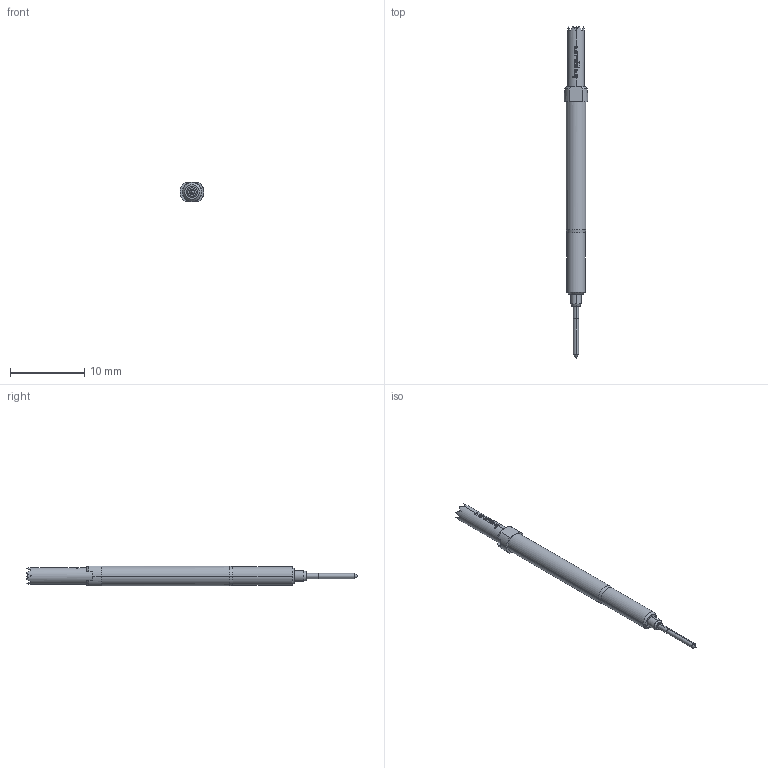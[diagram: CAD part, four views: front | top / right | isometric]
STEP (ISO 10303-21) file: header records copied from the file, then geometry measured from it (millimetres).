
FILE_DESCRIPTION (( 'STEP AP203' ), '1' );
FILE_NAME ('INGUN_DPS-465_306_100_A_xx06_M.STEP', '2021-08-26T07:01:02', ( 'ochi' ), ( '' ), 'SwSTEP 2.0', 'SolidWorks 2018', '' );
FILE_SCHEMA (( 'CONFIG_CONTROL_DESIGN' ));
Length unit declared in the file: millimetre
Products named in the file (1): INGUN_DPS-465_306_100_A_xx06_M
Bounding box: 3.2 x 44.8 x 2.65 mm (x, y, z)
Volume: 187 mm3; surface area: 329.6 mm2
Topology: 1 solids, 1 shells, 173 faces, 459 edges, 290 vertices
Faces by surface type: plane 101, cylinder 36, bspline 22, cone 14
Entity records: 5672 total; most frequent: CARTESIAN_POINT 1627, ORIENTED_EDGE 914, DIRECTION 739, EDGE_CURVE 457, VERTEX_POINT 290, AXIS2_PLACEMENT_3D 278, VECTOR 183, LINE 183
